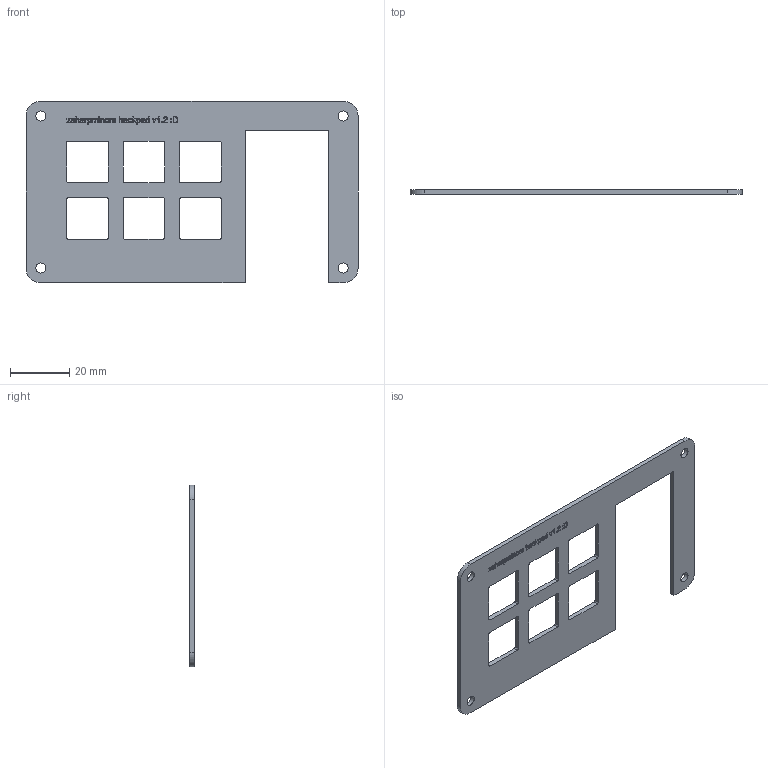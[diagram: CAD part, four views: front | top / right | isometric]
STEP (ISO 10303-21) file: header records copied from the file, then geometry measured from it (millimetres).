
FILE_DESCRIPTION(/* description */ (''),/* implementation_level */ '2;1');
FILE_NAME(/* name */ 'MacroPad_TOP.step',/* time_stamp */ '2025-11-29T21:09:28-08:00',/* author */ (''),/* organization */ (''),/* preprocessor_version */ 'ST-DEVELOPER v20.1',/* originating_system */ 'Autodesk Translation Framework v14.21.0.0',/* authorisation */ '');
FILE_SCHEMA (('AUTOMOTIVE_DESIGN { 1 0 10303 214 3 1 1 }'));
Length unit declared in the file: millimetre
Products named in the file (1): 2025-11-29-20-02-52-623
Bounding box: 112 x 1.5 x 61.3 mm (x, y, z)
Volume: 6282.2 mm3; surface area: 9641.1 mm2
Topology: 1 solids, 1 shells, 595 faces, 1674 edges, 1116 vertices
Faces by surface type: bspline 349, plane 214, cylinder 32
Full cylindrical faces by diameter (mm): 3.4 x4
Entity records: 22415 total; most frequent: CARTESIAN_POINT 9319, ORIENTED_EDGE 3348, EDGE_CURVE 1674, DIRECTION 1534, VERTEX_POINT 1116, LINE 912, VECTOR 912, B_SPLINE_CURVE_WITH_KNOTS 698
